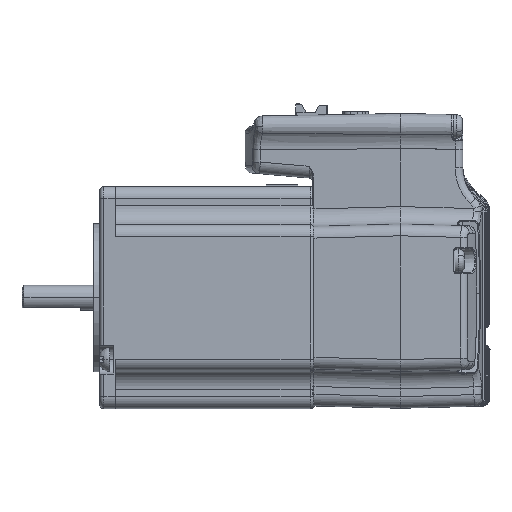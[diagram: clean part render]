
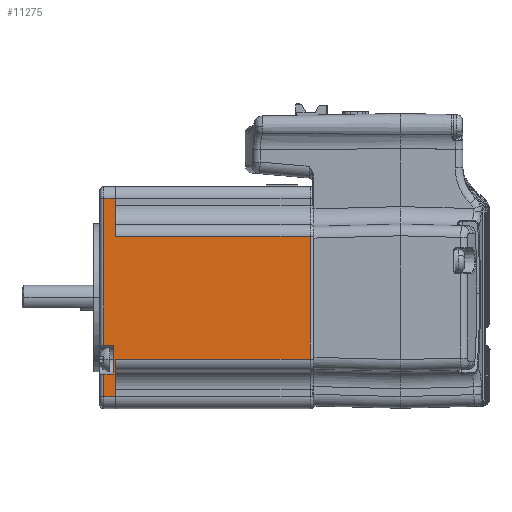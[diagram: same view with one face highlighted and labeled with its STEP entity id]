
A CAD part, left-side view. The second image highlights one B-rep face of the part: STEP entity #11275.
In plain terms, the highlighted planar face has unit normal (-1, 0, 0).
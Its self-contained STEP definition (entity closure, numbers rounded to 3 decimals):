
#11275=ADVANCED_FACE('    F111',(#23856),#23857,.T.);
#23856=FACE_OUTER_BOUND('',#56733,.T.);
#23857=PLANE('',#56734);
#56733=EDGE_LOOP('',(#91750,#91751,#91752,#91753,#91754,#91755,#91756,#91757,#91758,#91759,#91760,#91761));
#56734=AXIS2_PLACEMENT_3D('',#91762,#91763,#91764);
#91750=ORIENTED_EDGE('',*,*,#101440,.T.);
#91751=ORIENTED_EDGE('',*,*,#109837,.T.);
#91752=ORIENTED_EDGE('',*,*,#101755,.T.);
#91753=ORIENTED_EDGE('',*,*,#109838,.F.);
#91754=ORIENTED_EDGE('',*,*,#107017,.T.);
#91755=ORIENTED_EDGE('',*,*,#107941,.F.);
#91756=ORIENTED_EDGE('',*,*,#109839,.T.);
#91757=ORIENTED_EDGE('',*,*,#109107,.T.);
#91758=ORIENTED_EDGE('',*,*,#108411,.T.);
#91759=ORIENTED_EDGE('',*,*,#105392,.F.);
#91760=ORIENTED_EDGE('',*,*,#109840,.F.);
#91761=ORIENTED_EDGE('',*,*,#103280,.T.);
#91762=CARTESIAN_POINT('',(-28.182,7.208,-28.5));
#91763=DIRECTION('',(-1.0,0.0,0.0));
#91764=DIRECTION('',(0.0,0.,1.0));
#101440=EDGE_CURVE('',#112050,#112051,#112052,.T.);
#101755=EDGE_CURVE('',#112608,#112606,#112609,.F.);
#103280=EDGE_CURVE('',#115284,#112050,#115285,.T.);
#105392=EDGE_CURVE('',#118587,#118582,#118589,.F.);
#107017=EDGE_CURVE('',#120955,#120956,#120957,.F.);
#107941=EDGE_CURVE('',#122209,#120956,#122211,.T.);
#108411=EDGE_CURVE('',#122820,#118582,#122821,.T.);
#109107=EDGE_CURVE('',#121703,#122820,#123688,.F.);
#109837=EDGE_CURVE('',#112051,#112608,#124591,.T.);
#109838=EDGE_CURVE('',#120955,#112606,#124592,.F.);
#109839=EDGE_CURVE('',#122209,#121703,#124593,.F.);
#109840=EDGE_CURVE('',#115284,#118587,#124594,.T.);
#112050=VERTEX_POINT('',#127305);
#112051=VERTEX_POINT('',#127306);
#112052=LINE('',#127307,#127308);
#112606=VERTEX_POINT('',#128439);
#112608=VERTEX_POINT('',#128441);
#112609=LINE('',#128442,#128443);
#115284=VERTEX_POINT('',#133135);
#115285=LINE('',#133136,#133137);
#118582=VERTEX_POINT('',#139563);
#118587=VERTEX_POINT('',#139569);
#118589=LINE('',#139571,#139572);
#120955=VERTEX_POINT('',#143947);
#120956=VERTEX_POINT('',#143948);
#120957=LINE('',#143949,#143950);
#121703=VERTEX_POINT('',#145278);
#122209=VERTEX_POINT('',#146142);
#122211=LINE('',#146144,#146145);
#122820=VERTEX_POINT('',#147241);
#122821=LINE('',#147242,#147243);
#123688=LINE('',#148857,#148858);
#124591=LINE('',#150429,#150430);
#124592=LINE('',#150431,#150432);
#124593=LINE('',#150433,#150434);
#124594=LINE('',#150435,#150436);
#127305=CARTESIAN_POINT('',(-28.182,58.208,15.77));
#127306=CARTESIAN_POINT('',(-28.182,58.208,25.5));
#127307=CARTESIAN_POINT('',(-28.182,58.208,-28.5));
#127308=VECTOR('',#154653,1000.0);
#128439=CARTESIAN_POINT('',(-28.182,61.208,-12.2));
#128441=CARTESIAN_POINT('',(-28.182,61.208,25.5));
#128442=CARTESIAN_POINT('',(-28.182,61.208,-28.5));
#128443=VECTOR('',#155040,1000.0);
#133135=CARTESIAN_POINT('',(-28.182,8.208,15.77));
#133136=CARTESIAN_POINT('',(-28.182,7.208,15.77));
#133137=VECTOR('',#157079,1000.0);
#139563=CARTESIAN_POINT('',(-28.182,58.208,-15.77));
#139569=CARTESIAN_POINT('',(-28.182,8.208,-15.77));
#139571=CARTESIAN_POINT('',(-28.182,58.208,-15.77));
#139572=VECTOR('',#159431,1000.0);
#143947=CARTESIAN_POINT('',(-28.182,58.708,-12.2));
#143948=CARTESIAN_POINT('',(-28.182,58.708,-19.6));
#143949=CARTESIAN_POINT('',(-28.182,58.708,-28.5));
#143950=VECTOR('',#161202,1000.0);
#145278=CARTESIAN_POINT('',(-28.182,61.208,-25.5));
#146142=CARTESIAN_POINT('',(-28.182,61.208,-19.6));
#146144=CARTESIAN_POINT('',(-28.182,62.208,-19.6));
#146145=VECTOR('',#162211,1000.0);
#147241=CARTESIAN_POINT('',(-28.182,58.208,-25.5));
#147242=CARTESIAN_POINT('',(-28.182,58.208,-28.5));
#147243=VECTOR('',#162691,1000.0);
#148857=CARTESIAN_POINT('',(-28.182,7.208,-25.5));
#148858=VECTOR('',#163396,1000.0);
#150429=CARTESIAN_POINT('',(-28.182,7.208,25.5));
#150430=VECTOR('',#164074,1000.0);
#150431=CARTESIAN_POINT('',(-28.182,62.208,-12.2));
#150432=VECTOR('',#164075,1000.0);
#150433=CARTESIAN_POINT('',(-28.182,61.208,-28.5));
#150434=VECTOR('',#164076,1000.0);
#150435=CARTESIAN_POINT('',(-28.182,8.208,15.77));
#150436=VECTOR('',#164077,1000.0);
#154653=DIRECTION('',(0.0,0.,1.0));
#155040=DIRECTION('',(0.0,0.,1.0));
#157079=DIRECTION('',(0.0,1.0,0.));
#159431=DIRECTION('',(0.,-1.0,0.));
#161202=DIRECTION('',(0.0,0.,1.0));
#162211=DIRECTION('',(0.0,-1.0,0.));
#162691=DIRECTION('',(0.0,0.,1.0));
#163396=DIRECTION('',(0.0,1.0,0.));
#164074=DIRECTION('',(0.0,1.0,0.));
#164075=DIRECTION('',(0.0,-1.0,0.));
#164076=DIRECTION('',(0.0,0.,1.0));
#164077=DIRECTION('',(0.,0.,-1.0));
